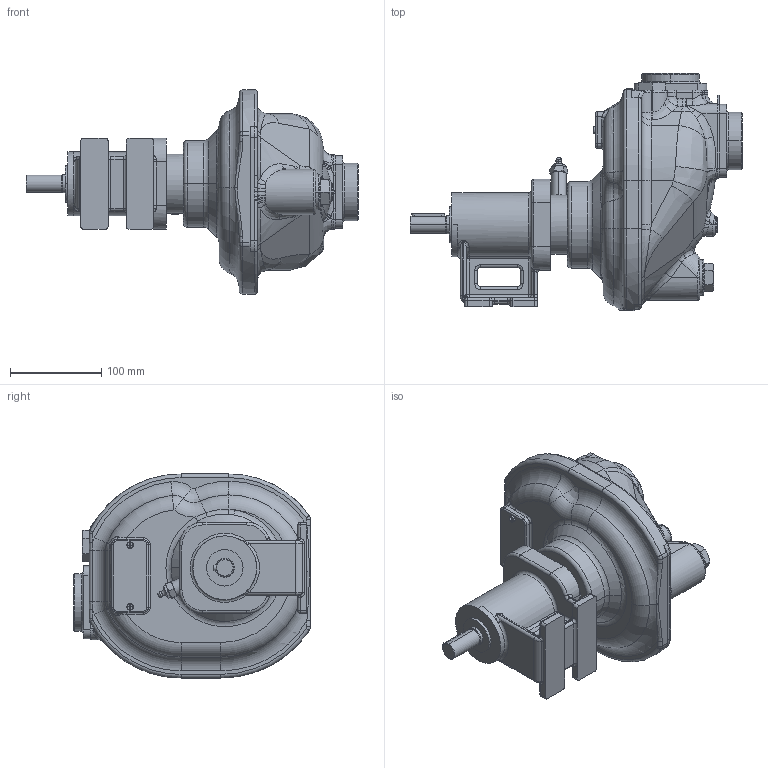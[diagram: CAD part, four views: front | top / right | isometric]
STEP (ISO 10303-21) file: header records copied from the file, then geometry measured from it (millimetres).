
FILE_DESCRIPTION((''),'2;1');
FILE_NAME('S_41-50_K_S','2023-09-18T14:26:02',('Nicola'),(''),'CREO PARAMETRIC BY PTC INC, 2023134','CREO PARAMETRIC BY PTC INC, 2023134','');
FILE_SCHEMA(('CONFIG_CONTROL_DESIGN'));
Length unit declared in the file: millimetre
Products named in the file (1): S_41-50_K_S
Bounding box: 364.3 x 260 x 224 mm (x, y, z)
Volume: 4917745.6 mm3; surface area: 267260.4 mm2
Topology: 1 solids, 1 shells, 785 faces, 1786 edges, 1045 vertices
Faces by surface type: cylinder 242, plane 197, bspline 148, torus 108, cone 67, sphere 23
Entity records: 38018 total; most frequent: CARTESIAN_POINT 21250, ORIENTED_EDGE 3570, DIRECTION 3447, EDGE_CURVE 1785, AXIS2_PLACEMENT_3D 1445, VERTEX_POINT 1045, EDGE_LOOP 830, CIRCLE 808
